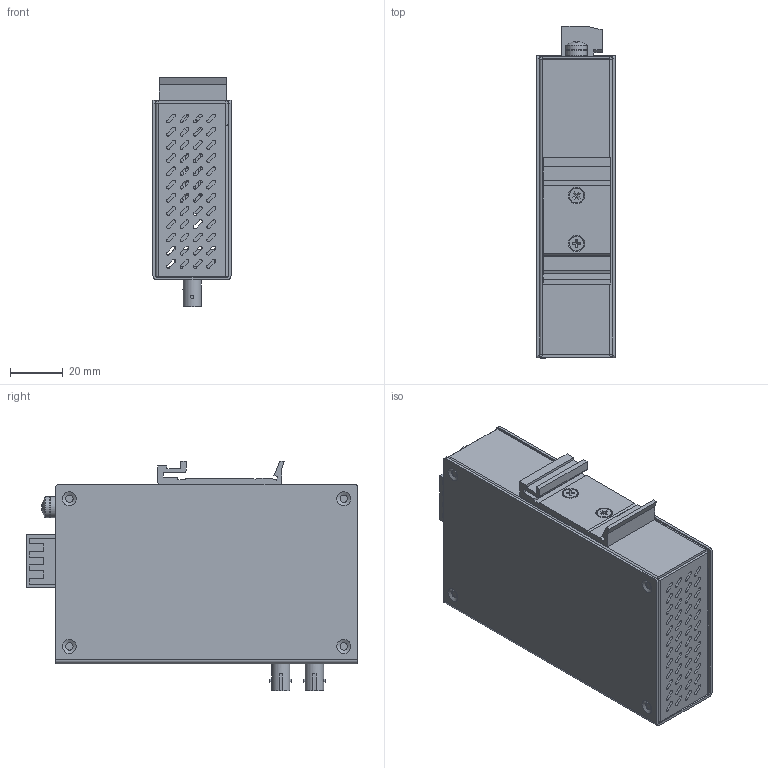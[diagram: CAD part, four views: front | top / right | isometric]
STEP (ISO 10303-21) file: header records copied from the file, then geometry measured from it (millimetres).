
FILE_DESCRIPTION (( 'STEP AP214' ), '1' );
FILE_NAME ('SE2-MC2U-T1-T.STEP', '2018-06-26T16:03:09', ( '' ), ( '' ), 'SwSTEP 2.0', 'SolidWorks 2017', '' );
FILE_SCHEMA (( 'AUTOMOTIVE_DESIGN' ));
Length unit declared in the file: inch
Products named in the file (1): SE2-MC2U-T1-T
Bounding box: 29.6 x 125.75 x 87 mm (x, y, z)
Volume: 44506.1 mm3; surface area: 81145.2 mm2
Topology: 10 solids, 10 shells, 798 faces, 2111 edges, 1380 vertices
Faces by surface type: plane 521, cylinder 230, cone 42, torus 4, sphere 1
Full cylindrical faces by diameter (mm): 1.3 x4, 2.8 x8, 3 x4, 3.1 x3, 3.4 x2, 3.6 x4, 3.8 x4, 3.948 x1, 4 x14, 5 x2, 5.5 x2, 6.5 x2, 7 x2, 8 x2
Entity records: 34692 total; most frequent: CARTESIAN_POINT 4373, DIRECTION 4045, ORIENTED_EDGE 3934, EDGE_CURVE 1967, VECTOR 1441, LINE 1441, VERTEX_POINT 1336, AXIS2_PLACEMENT_3D 1302
